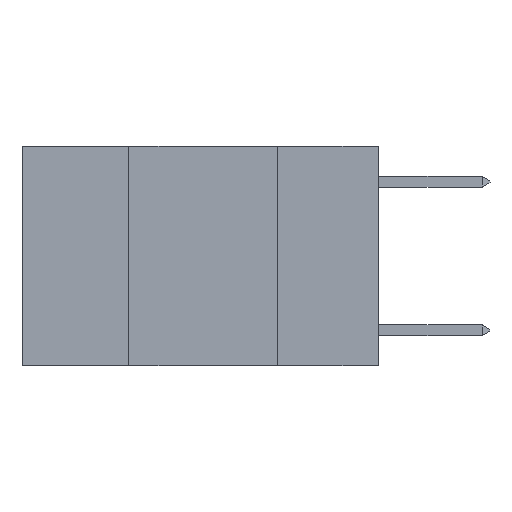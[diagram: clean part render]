
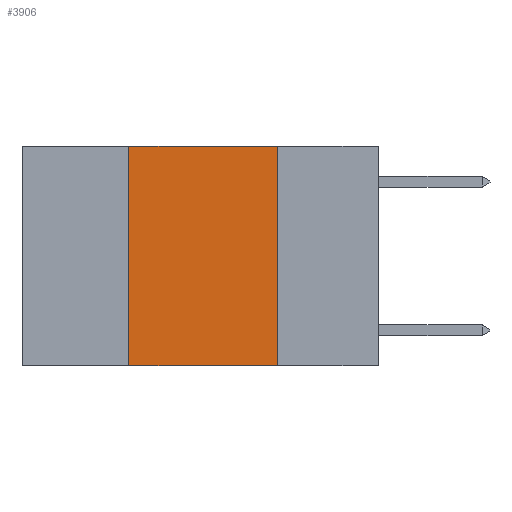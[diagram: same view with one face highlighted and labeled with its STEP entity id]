
A CAD part, left-side view. The second image highlights one B-rep face of the part: STEP entity #3906.
In plain terms, the highlighted planar face has unit normal (-1, 0, 0).
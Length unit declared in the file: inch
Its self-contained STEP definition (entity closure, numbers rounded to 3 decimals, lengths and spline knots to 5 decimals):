
#92 = LINE ( 'NONE', #5266, #4388 ) ;
#586 = EDGE_CURVE ( 'NONE', #6095, #6709, #3056, .T. ) ;
#823 = LINE ( 'NONE', #2239, #7494 ) ;
#839 = EDGE_CURVE ( 'NONE', #6679, #6095, #823, .T. ) ;
#1763 = EDGE_CURVE ( 'NONE', #6709, #9565, #2156, .T. ) ;
#1788 = EDGE_CURVE ( 'NONE', #6679, #9565, #92, .T. ) ;
#2029 = ORIENTED_EDGE ( 'NONE', *, *, #586, .F. ) ;
#2156 = LINE ( 'NONE', #3676, #6649 ) ;
#2239 = CARTESIAN_POINT ( 'NONE',  ( 0., 0.42, 0. ) ) ;
#2429 = CARTESIAN_POINT ( 'NONE',  ( 0., 0.6, 0. ) ) ;
#2992 = DIRECTION ( 'NONE',  ( 0., -1., 0. ) ) ;
#3056 = LINE ( 'NONE', #2429, #4795 ) ;
#3069 = DIRECTION ( 'NONE',  ( 0., 0., 1. ) ) ;
#3099 = DIRECTION ( 'NONE',  ( 0., -1., 0. ) ) ;
#3562 = CARTESIAN_POINT ( 'NONE',  ( 0., 0.42, 0. ) ) ;
#3585 = AXIS2_PLACEMENT_3D ( 'NONE', #6658, #3808, #8209 ) ;
#3606 = PLANE ( 'NONE',  #3585 ) ;
#3676 = CARTESIAN_POINT ( 'NONE',  ( 0., 0.17, 0. ) ) ;
#3808 = DIRECTION ( 'NONE',  ( 1., 0., 0. ) ) ;
#3906 = ADVANCED_FACE ( 'NONE', ( #4347 ), #3606, .F. ) ;
#4347 = FACE_OUTER_BOUND ( 'NONE', #5447, .T. ) ;
#4388 = VECTOR ( 'NONE', #2992, 39.37008 ) ;
#4795 = VECTOR ( 'NONE', #3099, 39.37008 ) ;
#5266 = CARTESIAN_POINT ( 'NONE',  ( 0., 0.6, -0.37 ) ) ;
#5319 = DIRECTION ( 'NONE',  ( 0., 0., -1. ) ) ;
#5447 = EDGE_LOOP ( 'NONE', ( #9639, #2029, #7535, #9251 ) ) ;
#5491 = CARTESIAN_POINT ( 'NONE',  ( 0., 0.42, -0.37 ) ) ;
#6095 = VERTEX_POINT ( 'NONE', #3562 ) ;
#6649 = VECTOR ( 'NONE', #5319, 39.37008 ) ;
#6658 = CARTESIAN_POINT ( 'NONE',  ( 0., 0.6, 0. ) ) ;
#6679 = VERTEX_POINT ( 'NONE', #5491 ) ;
#6709 = VERTEX_POINT ( 'NONE', #9186 ) ;
#6802 = CARTESIAN_POINT ( 'NONE',  ( 0., 0.17, -0.37 ) ) ;
#7494 = VECTOR ( 'NONE', #3069, 39.37008 ) ;
#7535 = ORIENTED_EDGE ( 'NONE', *, *, #839, .F. ) ;
#8209 = DIRECTION ( 'NONE',  ( 0., 0., -1. ) ) ;
#9186 = CARTESIAN_POINT ( 'NONE',  ( 0., 0.17, 0. ) ) ;
#9251 = ORIENTED_EDGE ( 'NONE', *, *, #1788, .T. ) ;
#9565 = VERTEX_POINT ( 'NONE', #6802 ) ;
#9639 = ORIENTED_EDGE ( 'NONE', *, *, #1763, .F. ) ;
